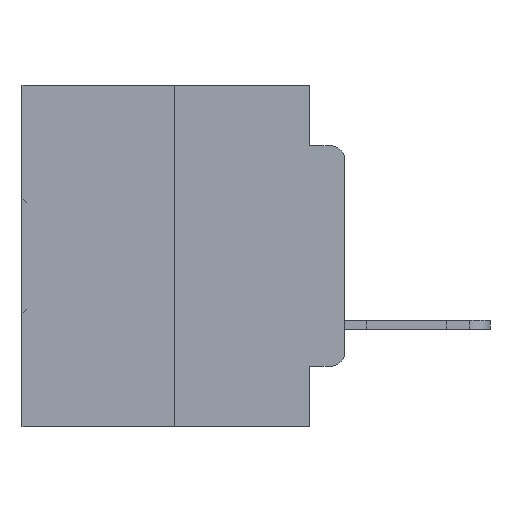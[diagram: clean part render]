
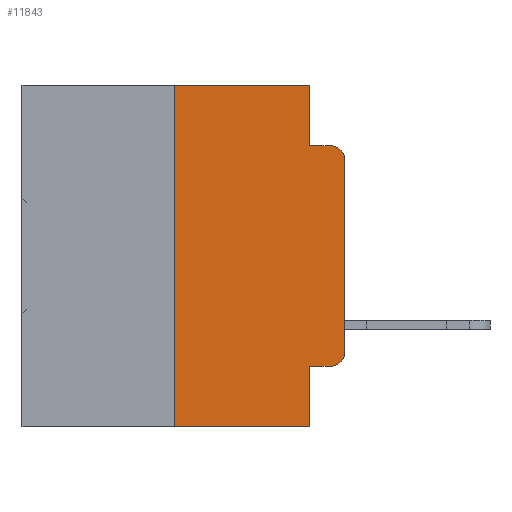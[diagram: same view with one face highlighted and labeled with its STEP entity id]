
A CAD part, left-side view. The second image highlights one B-rep face of the part: STEP entity #11843.
In plain terms, the highlighted planar face has unit normal (-1, 0, 0).
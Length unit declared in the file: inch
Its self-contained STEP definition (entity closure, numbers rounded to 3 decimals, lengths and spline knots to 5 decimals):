
#2484 = EDGE_CURVE ( 'NONE', #19777, #30786, #9543, .T. ) ;
#2663 = VECTOR ( 'NONE', #15283, 39.37008 ) ;
#3773 = EDGE_CURVE ( 'NONE', #7466, #18594, #31700, .T. ) ;
#4404 = VECTOR ( 'NONE', #4905, 39.37008 ) ;
#4631 = CARTESIAN_POINT ( 'NONE',  ( 0., 0.051, 0. ) ) ;
#4822 = CIRCLE ( 'NONE', #10212, 0.02 ) ;
#4905 = DIRECTION ( 'NONE',  ( 0., -1., 0. ) ) ;
#4971 = CARTESIAN_POINT ( 'NONE',  ( 0., 0.02, -0.1085 ) ) ;
#5043 = AXIS2_PLACEMENT_3D ( 'NONE', #6151, #8736, #25912 ) ;
#5858 = ORIENTED_EDGE ( 'NONE', *, *, #25404, .T. ) ;
#5894 = ORIENTED_EDGE ( 'NONE', *, *, #3773, .F. ) ;
#6148 = ORIENTED_EDGE ( 'NONE', *, *, #9547, .F. ) ;
#6151 = CARTESIAN_POINT ( 'NONE',  ( 0., 0.473, 0. ) ) ;
#6274 = ORIENTED_EDGE ( 'NONE', *, *, #7848, .F. ) ;
#6441 = DIRECTION ( 'NONE',  ( 0., -1., 0. ) ) ;
#6483 = ORIENTED_EDGE ( 'NONE', *, *, #16336, .F. ) ;
#6493 = CARTESIAN_POINT ( 'NONE',  ( 0., 0.051, 0. ) ) ;
#6563 = ORIENTED_EDGE ( 'NONE', *, *, #22327, .T. ) ;
#7112 = CARTESIAN_POINT ( 'NONE',  ( 0., 0., 0. ) ) ;
#7466 = VERTEX_POINT ( 'NONE', #26984 ) ;
#7577 = CARTESIAN_POINT ( 'NONE',  ( 0., 0.051, -0.5 ) ) ;
#7602 = DIRECTION ( 'NONE',  ( 0., 0., -1. ) ) ;
#7848 = EDGE_CURVE ( 'NONE', #24929, #7466, #25567, .T. ) ;
#7873 = DIRECTION ( 'NONE',  ( 0., -1., 0. ) ) ;
#8692 = ORIENTED_EDGE ( 'NONE', *, *, #2484, .F. ) ;
#8736 = DIRECTION ( 'NONE',  ( 1., 0., 0. ) ) ;
#8867 = ORIENTED_EDGE ( 'NONE', *, *, #16377, .T. ) ;
#9103 = ORIENTED_EDGE ( 'NONE', *, *, #22508, .T. ) ;
#9360 = ORIENTED_EDGE ( 'NONE', *, *, #28689, .T. ) ;
#9543 = LINE ( 'NONE', #4631, #17089 ) ;
#9547 = EDGE_CURVE ( 'NONE', #18594, #23682, #11254, .T. ) ;
#10212 = AXIS2_PLACEMENT_3D ( 'NONE', #13269, #30118, #15895 ) ;
#11254 = LINE ( 'NONE', #22072, #30518 ) ;
#11843 = ADVANCED_FACE ( 'NONE', ( #15145 ), #21238, .F. ) ;
#12576 = VECTOR ( 'NONE', #7873, 39.37008 ) ;
#12709 = CARTESIAN_POINT ( 'NONE',  ( 0., 0.473, -0.5 ) ) ;
#13269 = CARTESIAN_POINT ( 'NONE',  ( 0., 0.02, -0.3915 ) ) ;
#15145 = FACE_OUTER_BOUND ( 'NONE', #29812, .T. ) ;
#15283 = DIRECTION ( 'NONE',  ( 0., -1., 0. ) ) ;
#15548 = CARTESIAN_POINT ( 'NONE',  ( 0., 0.25, -0.5 ) ) ;
#15895 = DIRECTION ( 'NONE',  ( 0., 0., -1. ) ) ;
#16294 = VERTEX_POINT ( 'NONE', #20012 ) ;
#16336 = EDGE_CURVE ( 'NONE', #23682, #24398, #24349, .T. ) ;
#16377 = EDGE_CURVE ( 'NONE', #24929, #30786, #30471, .T. ) ;
#16424 = CIRCLE ( 'NONE', #17650, 0.02 ) ;
#17089 = VECTOR ( 'NONE', #22073, 39.37008 ) ;
#17145 = VERTEX_POINT ( 'NONE', #23167 ) ;
#17650 = AXIS2_PLACEMENT_3D ( 'NONE', #4971, #22581, #7602 ) ;
#17865 = VERTEX_POINT ( 'NONE', #18287 ) ;
#18287 = CARTESIAN_POINT ( 'NONE',  ( 0., 0., -0.1085 ) ) ;
#18594 = VERTEX_POINT ( 'NONE', #6493 ) ;
#19300 = VECTOR ( 'NONE', #20375, 39.37008 ) ;
#19777 = VERTEX_POINT ( 'NONE', #21499 ) ;
#20012 = CARTESIAN_POINT ( 'NONE',  ( 0., 0., -0.3915 ) ) ;
#20375 = DIRECTION ( 'NONE',  ( 0., 0., 1. ) ) ;
#20447 = CARTESIAN_POINT ( 'NONE',  ( 0., 0.25, 0. ) ) ;
#21238 = PLANE ( 'NONE',  #5043 ) ;
#21499 = CARTESIAN_POINT ( 'NONE',  ( 0., 0.051, -0.4115 ) ) ;
#22072 = CARTESIAN_POINT ( 'NONE',  ( 0., 0.051, 0. ) ) ;
#22073 = DIRECTION ( 'NONE',  ( 0., 0., -1. ) ) ;
#22117 = DIRECTION ( 'NONE',  ( 0., 0., 1. ) ) ;
#22327 = EDGE_CURVE ( 'NONE', #17865, #24398, #16424, .T. ) ;
#22508 = EDGE_CURVE ( 'NONE', #17145, #16294, #4822, .T. ) ;
#22581 = DIRECTION ( 'NONE',  ( -1., 0., 0. ) ) ;
#22989 = DIRECTION ( 'NONE',  ( 0., 0., -1. ) ) ;
#23167 = CARTESIAN_POINT ( 'NONE',  ( 0., 0.02, -0.4115 ) ) ;
#23682 = VERTEX_POINT ( 'NONE', #30360 ) ;
#23796 = CARTESIAN_POINT ( 'NONE',  ( 0., 0.02, -0.0885 ) ) ;
#24349 = LINE ( 'NONE', #31681, #4404 ) ;
#24398 = VERTEX_POINT ( 'NONE', #23796 ) ;
#24929 = VERTEX_POINT ( 'NONE', #15548 ) ;
#25404 = EDGE_CURVE ( 'NONE', #16294, #17865, #30333, .T. ) ;
#25567 = LINE ( 'NONE', #20447, #19300 ) ;
#25912 = DIRECTION ( 'NONE',  ( 0., 0., -1. ) ) ;
#26090 = CARTESIAN_POINT ( 'NONE',  ( 0., 0.051, -0.4115 ) ) ;
#26569 = CARTESIAN_POINT ( 'NONE',  ( 0., 0.473, 0. ) ) ;
#26984 = CARTESIAN_POINT ( 'NONE',  ( 0., 0.25, 0. ) ) ;
#28689 = EDGE_CURVE ( 'NONE', #19777, #17145, #30143, .T. ) ;
#29430 = VECTOR ( 'NONE', #6441, 39.37008 ) ;
#29812 = EDGE_LOOP ( 'NONE', ( #5858, #6563, #6483, #6148, #5894, #6274, #8867, #8692, #9360, #9103 ) ) ;
#30118 = DIRECTION ( 'NONE',  ( -1., 0., 0. ) ) ;
#30143 = LINE ( 'NONE', #26090, #29430 ) ;
#30333 = LINE ( 'NONE', #7112, #31775 ) ;
#30360 = CARTESIAN_POINT ( 'NONE',  ( 0., 0.051, -0.0885 ) ) ;
#30471 = LINE ( 'NONE', #12709, #2663 ) ;
#30518 = VECTOR ( 'NONE', #22989, 39.37008 ) ;
#30786 = VERTEX_POINT ( 'NONE', #7577 ) ;
#31681 = CARTESIAN_POINT ( 'NONE',  ( 0., 0.051, -0.0885 ) ) ;
#31700 = LINE ( 'NONE', #26569, #12576 ) ;
#31775 = VECTOR ( 'NONE', #22117, 39.37008 ) ;
